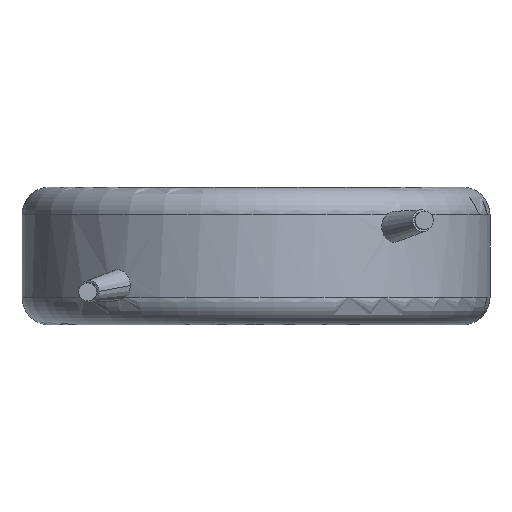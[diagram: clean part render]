
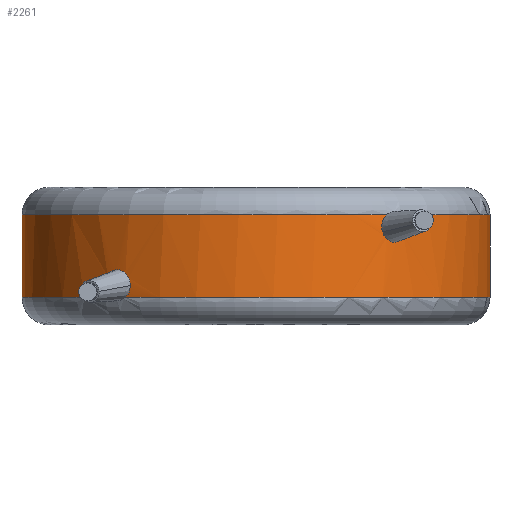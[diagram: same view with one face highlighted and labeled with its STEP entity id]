
A CAD part, front view. The second image highlights one B-rep face of the part: STEP entity #2261.
In plain terms, the highlighted cylindrical face has radius 8.5 mm (diameter 17 mm), a partial arc.
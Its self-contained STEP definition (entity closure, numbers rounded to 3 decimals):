
#12 = EDGE_LOOP ( 'NONE', ( #590, #3693, #1691, #416, #3555, #3470, #936, #1002, #2357, #552, #2180, #2570 ) ) ;
#85 = CARTESIAN_POINT ( 'NONE',  ( 8.5, 0., 5. ) ) ;
#125 = DIRECTION ( 'NONE',  ( 0., 0., -1. ) ) ;
#179 = CARTESIAN_POINT ( 'NONE',  ( -4.737, -7.058, 1. ) ) ;
#180 = CARTESIAN_POINT ( 'NONE',  ( -5.474, -6.503, 1.586 ) ) ;
#229 = CARTESIAN_POINT ( 'NONE',  ( 4.593, -7.152, 3.377 ) ) ;
#244 = CARTESIAN_POINT ( 'NONE',  ( 0., 0., 4. ) ) ;
#273 = EDGE_CURVE ( 'NONE', #2670, #1313, #2264, .T. ) ;
#416 = ORIENTED_EDGE ( 'NONE', *, *, #873, .T. ) ;
#431 = CARTESIAN_POINT ( 'NONE',  ( -8.5, 0., 4. ) ) ;
#433 = VECTOR ( 'NONE', #3249, 1000. ) ;
#449 = CARTESIAN_POINT ( 'NONE',  ( 5.485, -6.494, 3.619 ) ) ;
#502 = DIRECTION ( 'NONE',  ( 1., 0., 0. ) ) ;
#530 = LINE ( 'NONE', #2379, #433 ) ;
#539 = CARTESIAN_POINT ( 'NONE',  ( 4.724, -7.067, 3.118 ) ) ;
#552 = ORIENTED_EDGE ( 'NONE', *, *, #1518, .F. ) ;
#590 = ORIENTED_EDGE ( 'NONE', *, *, #1787, .F. ) ;
#596 = CIRCLE ( 'NONE', #2628, 8.5 ) ;
#609 = CARTESIAN_POINT ( 'NONE',  ( 4.557, -7.175, 3.605 ) ) ;
#620 = CARTESIAN_POINT ( 'NONE',  ( 5.31, -6.637, 4. ) ) ;
#673 = CARTESIAN_POINT ( 'NONE',  ( 0., 0., 1. ) ) ;
#734 = CARTESIAN_POINT ( 'NONE',  ( 5.386, -6.576, 3.189 ) ) ;
#753 = CARTESIAN_POINT ( 'NONE',  ( -5.473, -6.504, 1.436 ) ) ;
#760 = CARTESIAN_POINT ( 'NONE',  ( 0., 0., 1. ) ) ;
#766 = CARTESIAN_POINT ( 'NONE',  ( -4.631, -7.129, 1.105 ) ) ;
#800 = EDGE_CURVE ( 'NONE', #1634, #1046, #2621, .T. ) ;
#807 = CARTESIAN_POINT ( 'NONE',  ( 4.634, -7.126, 3.236 ) ) ;
#873 = EDGE_CURVE ( 'NONE', #3205, #2133, #1056, .T. ) ;
#936 = ORIENTED_EDGE ( 'NONE', *, *, #1239, .T. ) ;
#1002 = ORIENTED_EDGE ( 'NONE', *, *, #2300, .T. ) ;
#1021 = DIRECTION ( 'NONE',  ( -1., 0., 0. ) ) ;
#1046 = VERTEX_POINT ( 'NONE', #2934 ) ;
#1054 = CARTESIAN_POINT ( 'NONE',  ( -4.789, -7.023, 1.938 ) ) ;
#1056 = B_SPLINE_CURVE_WITH_KNOTS ( 'NONE', 3,
 ( #1068, #449, #1879, #734, #2780, #1689, #3744, #539, #807, #229 ),
 .UNSPECIFIED., .F., .F.,
 ( 4, 2, 2, 2, 4 ),
 ( 0., 0.001, 0.001, 0.002, 0.002 ),
 .UNSPECIFIED. ) ;
#1068 = CARTESIAN_POINT ( 'NONE',  ( 5.445, -6.527, 3.758 ) ) ;
#1074 = DIRECTION ( 'NONE',  ( 0., 0., 1. ) ) ;
#1083 = CARTESIAN_POINT ( 'NONE',  ( -4.565, -7.17, 1.577 ) ) ;
#1159 = CARTESIAN_POINT ( 'NONE',  ( 4.663, -7.107, 3.926 ) ) ;
#1206 = CARTESIAN_POINT ( 'NONE',  ( 4.737, -7.058, 4. ) ) ;
#1239 = EDGE_CURVE ( 'NONE', #1313, #1408, #530, .T. ) ;
#1260 = B_SPLINE_CURVE_WITH_KNOTS ( 'NONE', 3,
 ( #1953, #3469, #609, #2652, #1159, #1206 ),
 .UNSPECIFIED., .F., .F.,
 ( 4, 2, 4 ),
 ( 0.002, 0.002, 0.003 ),
 .UNSPECIFIED. ) ;
#1301 = CARTESIAN_POINT ( 'NONE',  ( -4.566, -7.17, 1.43 ) ) ;
#1313 = VERTEX_POINT ( 'NONE', #431 ) ;
#1322 = CARTESIAN_POINT ( 'NONE',  ( -5.31, -6.637, 1. ) ) ;
#1344 = DIRECTION ( 'NONE',  ( 1., 0., 0. ) ) ;
#1347 = AXIS2_PLACEMENT_3D ( 'NONE', #3031, #125, #1021 ) ;
#1354 = CARTESIAN_POINT ( 'NONE',  ( -5.428, -6.542, 1.733 ) ) ;
#1370 = CARTESIAN_POINT ( 'NONE',  ( -4.91, -6.94, 2. ) ) ;
#1408 = VERTEX_POINT ( 'NONE', #3356 ) ;
#1463 = VERTEX_POINT ( 'NONE', #3094 ) ;
#1495 = EDGE_CURVE ( 'NONE', #1463, #2594, #596, .T. ) ;
#1508 = VERTEX_POINT ( 'NONE', #2438 ) ;
#1518 = EDGE_CURVE ( 'NONE', #1046, #2352, #3157, .T. ) ;
#1577 = DIRECTION ( 'NONE',  ( 1., 0., 0. ) ) ;
#1607 = CARTESIAN_POINT ( 'NONE',  ( -5.473, -6.504, 1.436 ) ) ;
#1620 = CARTESIAN_POINT ( 'NONE',  ( -4.567, -7.169, 1.267 ) ) ;
#1624 = CARTESIAN_POINT ( 'NONE',  ( -5.265, -6.674, 1.942 ) ) ;
#1634 = VERTEX_POINT ( 'NONE', #2865 ) ;
#1689 = CARTESIAN_POINT ( 'NONE',  ( 5.073, -6.822, 2.982 ) ) ;
#1691 = ORIENTED_EDGE ( 'NONE', *, *, #2991, .T. ) ;
#1711 = EDGE_CURVE ( 'NONE', #1634, #1920, #2519, .T. ) ;
#1733 = CARTESIAN_POINT ( 'NONE',  ( 0., 0., 4. ) ) ;
#1787 = EDGE_CURVE ( 'NONE', #1463, #1920, #2281, .T. ) ;
#1792 = CARTESIAN_POINT ( 'NONE',  ( 5.445, -6.527, 3.758 ) ) ;
#1849 = CARTESIAN_POINT ( 'NONE',  ( -5.472, -6.505, 1.269 ) ) ;
#1879 = CARTESIAN_POINT ( 'NONE',  ( 5.482, -6.496, 3.46 ) ) ;
#1920 = VERTEX_POINT ( 'NONE', #3419 ) ;
#1953 = CARTESIAN_POINT ( 'NONE',  ( 4.593, -7.152, 3.377 ) ) ;
#2133 = VERTEX_POINT ( 'NONE', #2153 ) ;
#2153 = CARTESIAN_POINT ( 'NONE',  ( 4.593, -7.152, 3.377 ) ) ;
#2164 = FACE_OUTER_BOUND ( 'NONE', #12, .T. ) ;
#2180 = ORIENTED_EDGE ( 'NONE', *, *, #800, .F. ) ;
#2261 = ADVANCED_FACE ( 'NONE', ( #2164 ), #3091, .T. ) ;
#2264 = CIRCLE ( 'NONE', #2320, 8.5 ) ;
#2281 = LINE ( 'NONE', #85, #3557 ) ;
#2300 = EDGE_CURVE ( 'NONE', #1408, #1508, #2382, .T. ) ;
#2320 = AXIS2_PLACEMENT_3D ( 'NONE', #244, #2549, #502 ) ;
#2352 = VERTEX_POINT ( 'NONE', #3459 ) ;
#2357 = ORIENTED_EDGE ( 'NONE', *, *, #3172, .F. ) ;
#2366 = CARTESIAN_POINT ( 'NONE',  ( 5.31, -6.637, 4. ) ) ;
#2379 = CARTESIAN_POINT ( 'NONE',  ( -8.5, 0., 5. ) ) ;
#2382 = CIRCLE ( 'NONE', #3757, 8.5 ) ;
#2438 = CARTESIAN_POINT ( 'NONE',  ( -5.31, -6.637, 1. ) ) ;
#2442 = CARTESIAN_POINT ( 'NONE',  ( 4.737, -7.058, 4. ) ) ;
#2501 = CARTESIAN_POINT ( 'NONE',  ( -5.148, -6.765, 2.002 ) ) ;
#2519 = CIRCLE ( 'NONE', #2854, 8.5 ) ;
#2534 = CARTESIAN_POINT ( 'NONE',  ( -4.615, -7.139, 1.725 ) ) ;
#2549 = DIRECTION ( 'NONE',  ( 0., 0., -1. ) ) ;
#2557 = CARTESIAN_POINT ( 'NONE',  ( 5.445, -6.527, 3.758 ) ) ;
#2570 = ORIENTED_EDGE ( 'NONE', *, *, #1711, .T. ) ;
#2591 = DIRECTION ( 'NONE',  ( 1., 0., 0. ) ) ;
#2594 = VERTEX_POINT ( 'NONE', #2366 ) ;
#2621 = B_SPLINE_CURVE_WITH_KNOTS ( 'NONE', 3,
 ( #179, #766, #1620, #1301 ),
 .UNSPECIFIED., .F., .F.,
 ( 4, 4 ),
 ( 0., 0. ),
 .UNSPECIFIED. ) ;
#2628 = AXIS2_PLACEMENT_3D ( 'NONE', #1733, #3702, #2591 ) ;
#2652 = CARTESIAN_POINT ( 'NONE',  ( 4.609, -7.142, 3.825 ) ) ;
#2670 = VERTEX_POINT ( 'NONE', #2442 ) ;
#2733 = DIRECTION ( 'NONE',  ( 0., 0., 1. ) ) ;
#2740 = CARTESIAN_POINT ( 'NONE',  ( -5.412, -6.556, 1.106 ) ) ;
#2780 = CARTESIAN_POINT ( 'NONE',  ( 5.294, -6.651, 3.082 ) ) ;
#2854 = AXIS2_PLACEMENT_3D ( 'NONE', #673, #2733, #1577 ) ;
#2865 = CARTESIAN_POINT ( 'NONE',  ( -4.737, -7.058, 1. ) ) ;
#2918 = CARTESIAN_POINT ( 'NONE',  ( 5.372, -6.588, 3.936 ) ) ;
#2934 = CARTESIAN_POINT ( 'NONE',  ( -4.566, -7.17, 1.43 ) ) ;
#2965 = EDGE_CURVE ( 'NONE', #2133, #2670, #1260, .T. ) ;
#2991 = EDGE_CURVE ( 'NONE', #2594, #3205, #3655, .T. ) ;
#3031 = CARTESIAN_POINT ( 'NONE',  ( 0., 0., 5. ) ) ;
#3091 = CYLINDRICAL_SURFACE ( 'NONE', #1347, 8.5 ) ;
#3094 = CARTESIAN_POINT ( 'NONE',  ( 8.5, 0., 4. ) ) ;
#3109 = B_SPLINE_CURVE_WITH_KNOTS ( 'NONE', 3,
 ( #1607, #1849, #2740, #1322 ),
 .UNSPECIFIED., .F., .F.,
 ( 4, 4 ),
 ( 0.002, 0.003 ),
 .UNSPECIFIED. ) ;
#3157 = B_SPLINE_CURVE_WITH_KNOTS ( 'NONE', 3,
 ( #3424, #1083, #2534, #1054, #1370, #2501, #1624, #1354, #180, #753 ),
 .UNSPECIFIED., .F., .F.,
 ( 4, 2, 2, 2, 4 ),
 ( 0., 0.001, 0.001, 0.002, 0.002 ),
 .UNSPECIFIED. ) ;
#3172 = EDGE_CURVE ( 'NONE', #2352, #1508, #3109, .T. ) ;
#3205 = VERTEX_POINT ( 'NONE', #2557 ) ;
#3249 = DIRECTION ( 'NONE',  ( 0., 0., -1. ) ) ;
#3260 = CARTESIAN_POINT ( 'NONE',  ( 5.418, -6.55, 3.851 ) ) ;
#3356 = CARTESIAN_POINT ( 'NONE',  ( -8.5, 0., 1. ) ) ;
#3419 = CARTESIAN_POINT ( 'NONE',  ( 8.5, 0., 1. ) ) ;
#3424 = CARTESIAN_POINT ( 'NONE',  ( -4.566, -7.17, 1.43 ) ) ;
#3459 = CARTESIAN_POINT ( 'NONE',  ( -5.473, -6.504, 1.436 ) ) ;
#3469 = CARTESIAN_POINT ( 'NONE',  ( 4.561, -7.173, 3.486 ) ) ;
#3470 = ORIENTED_EDGE ( 'NONE', *, *, #273, .T. ) ;
#3555 = ORIENTED_EDGE ( 'NONE', *, *, #2965, .T. ) ;
#3557 = VECTOR ( 'NONE', #3697, 1000. ) ;
#3655 = B_SPLINE_CURVE_WITH_KNOTS ( 'NONE', 3,
 ( #620, #2918, #3260, #1792 ),
 .UNSPECIFIED., .F., .F.,
 ( 4, 4 ),
 ( 0., 0. ),
 .UNSPECIFIED. ) ;
#3693 = ORIENTED_EDGE ( 'NONE', *, *, #1495, .T. ) ;
#3697 = DIRECTION ( 'NONE',  ( 0., 0., -1. ) ) ;
#3702 = DIRECTION ( 'NONE',  ( 0., 0., -1. ) ) ;
#3744 = CARTESIAN_POINT ( 'NONE',  ( 4.944, -6.916, 2.991 ) ) ;
#3757 = AXIS2_PLACEMENT_3D ( 'NONE', #760, #1074, #1344 ) ;
